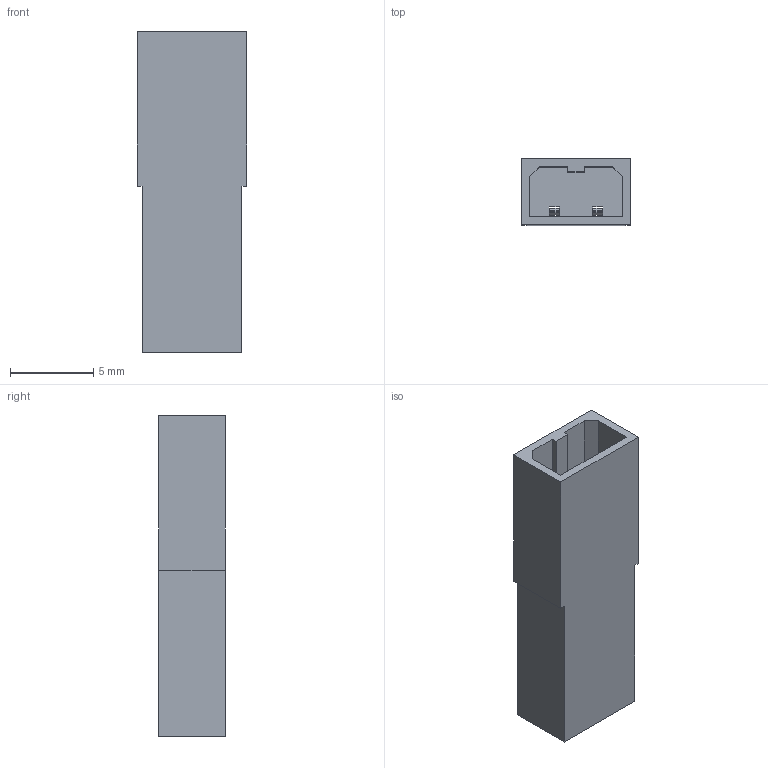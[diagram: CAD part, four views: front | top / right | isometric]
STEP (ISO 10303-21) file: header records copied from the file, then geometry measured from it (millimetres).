
FILE_DESCRIPTION (( 'STEP AP214' ), '1' );
FILE_NAME ('JST Connector Male.STEP', '2023-10-23T03:46:17', ( '' ), ( '' ), 'SwSTEP 2.0', 'SolidWorks 2018', '' );
FILE_SCHEMA (( 'AUTOMOTIVE_DESIGN' ));
Length unit declared in the file: millimetre
Products named in the file (1): JST Connector Male
Bounding box: 6.6 x 4 x 19.3 mm (x, y, z)
Volume: 244.5 mm3; surface area: 813.5 mm2
Topology: 2 solids, 2 shells, 64 faces, 176 edges, 116 vertices
Faces by surface type: plane 60, cylinder 4
Entity records: 2238 total; most frequent: CARTESIAN_POINT 357, ORIENTED_EDGE 352, DIRECTION 314, EDGE_CURVE 176, LINE 168, VECTOR 168, VERTEX_POINT 116, AXIS2_PLACEMENT_3D 73
